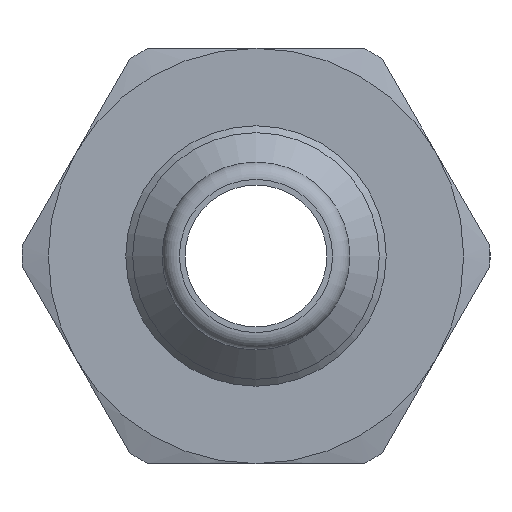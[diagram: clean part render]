
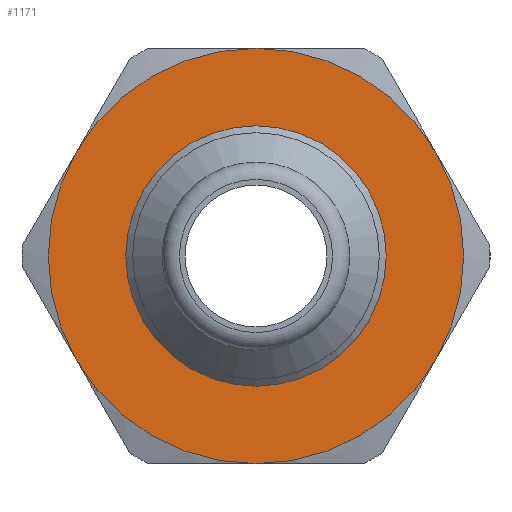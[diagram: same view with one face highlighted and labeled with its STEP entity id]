
A CAD part, left-side view. The second image highlights one B-rep face of the part: STEP entity #1171.
In plain terms, the highlighted planar face has unit normal (-1, 0, 0).
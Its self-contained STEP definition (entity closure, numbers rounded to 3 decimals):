
#188=CARTESIAN_POINT('',(28.0,10.392,6.));
#189=VERTEX_POINT('',#188);
#270=CARTESIAN_POINT('',(28.0,10.392,-6.));
#271=VERTEX_POINT('',#270);
#352=CARTESIAN_POINT('',(28.0,0.,-12.));
#353=VERTEX_POINT('',#352);
#434=CARTESIAN_POINT('',(28.0,-10.392,-6.));
#435=VERTEX_POINT('',#434);
#516=CARTESIAN_POINT('',(28.0,-10.392,6.));
#517=VERTEX_POINT('',#516);
#837=CARTESIAN_POINT('',(28.0,0.0,12.));
#838=VERTEX_POINT('',#837);
#839=CARTESIAN_POINT('',(28.,0.0,0.0));
#840=DIRECTION('',(1.0,0.0,0.0));
#841=DIRECTION('',(0.0,1.0,0.0));
#842=AXIS2_PLACEMENT_3D('',#839,#840,#841);
#843=CIRCLE('',#842,12.);
#844=EDGE_CURVE('',#189,#838,#843,.T.);
#883=CARTESIAN_POINT('',(28.,0.0,0.0));
#884=DIRECTION('',(1.0,0.0,0.0));
#885=DIRECTION('',(0.0,1.0,0.0));
#886=AXIS2_PLACEMENT_3D('',#883,#884,#885);
#887=CIRCLE('',#886,12.);
#888=EDGE_CURVE('',#838,#517,#887,.T.);
#901=CARTESIAN_POINT('',(28.,0.0,0.0));
#902=DIRECTION('',(1.0,0.0,0.0));
#903=DIRECTION('',(0.0,1.0,0.0));
#904=AXIS2_PLACEMENT_3D('',#901,#902,#903);
#905=CIRCLE('',#904,12.);
#906=EDGE_CURVE('',#517,#435,#905,.T.);
#919=CARTESIAN_POINT('',(28.,0.0,0.0));
#920=DIRECTION('',(1.0,0.0,0.0));
#921=DIRECTION('',(0.0,1.0,0.0));
#922=AXIS2_PLACEMENT_3D('',#919,#920,#921);
#923=CIRCLE('',#922,12.);
#924=EDGE_CURVE('',#435,#353,#923,.T.);
#937=CARTESIAN_POINT('',(28.,0.0,0.0));
#938=DIRECTION('',(1.0,0.0,0.0));
#939=DIRECTION('',(0.0,1.0,0.0));
#940=AXIS2_PLACEMENT_3D('',#937,#938,#939);
#941=CIRCLE('',#940,12.);
#942=EDGE_CURVE('',#353,#271,#941,.T.);
#1134=CARTESIAN_POINT('',(28.,7.525,0.0));
#1135=VERTEX_POINT('',#1134);
#1136=CARTESIAN_POINT('',(28.,0.0,0.0));
#1137=DIRECTION('',(1.0,0.0,0.0));
#1138=DIRECTION('',(0.0,1.0,0.0));
#1139=AXIS2_PLACEMENT_3D('',#1136,#1137,#1138);
#1140=CIRCLE('',#1139,7.525);
#1141=EDGE_CURVE('',#1135,#1135,#1140,.T.);
#1149=CARTESIAN_POINT('',(28.,9.763,0.0));
#1150=DIRECTION('',(-1.0,0.0,0.0));
#1151=DIRECTION('',(0.0,0.0,1.0));
#1152=AXIS2_PLACEMENT_3D('',#1149,#1150,#1151);
#1153=PLANE('',#1152);
#1154=ORIENTED_EDGE('',*,*,#888,.F.);
#1155=ORIENTED_EDGE('',*,*,#844,.F.);
#1156=CARTESIAN_POINT('',(28.,0.0,0.0));
#1157=DIRECTION('',(1.0,0.0,0.0));
#1158=DIRECTION('',(0.0,1.0,0.0));
#1159=AXIS2_PLACEMENT_3D('',#1156,#1157,#1158);
#1160=CIRCLE('',#1159,12.);
#1161=EDGE_CURVE('',#271,#189,#1160,.T.);
#1162=ORIENTED_EDGE('',*,*,#1161,.F.);
#1163=ORIENTED_EDGE('',*,*,#942,.F.);
#1164=ORIENTED_EDGE('',*,*,#924,.F.);
#1165=ORIENTED_EDGE('',*,*,#906,.F.);
#1166=EDGE_LOOP('',(#1154,#1155,#1162,#1163,#1164,#1165));
#1167=FACE_OUTER_BOUND('',#1166,.T.);
#1168=ORIENTED_EDGE('',*,*,#1141,.T.);
#1169=EDGE_LOOP('',(#1168));
#1170=FACE_BOUND('',#1169,.T.);
#1171=ADVANCED_FACE('',(#1167,#1170),#1153,.T.);
